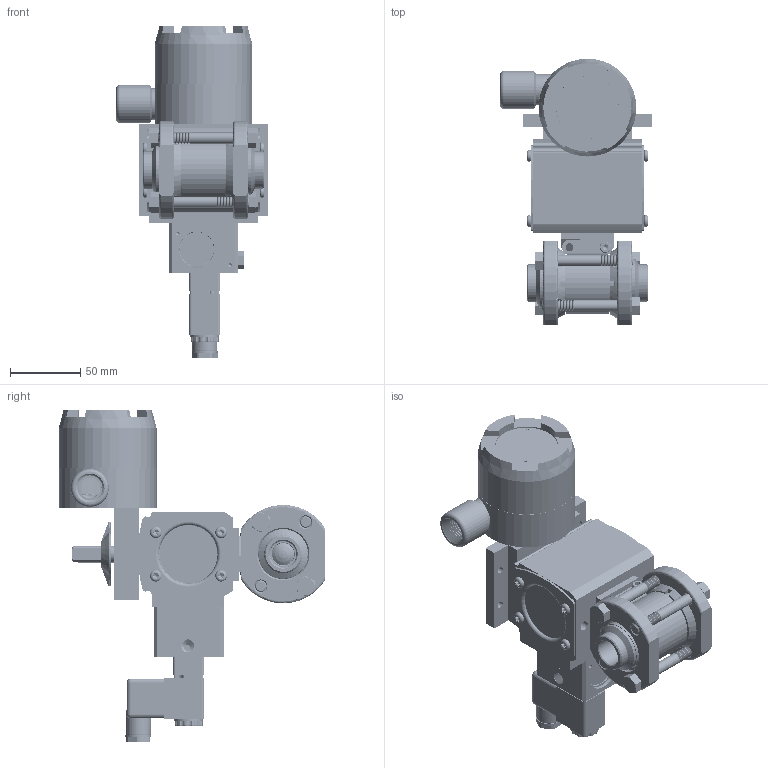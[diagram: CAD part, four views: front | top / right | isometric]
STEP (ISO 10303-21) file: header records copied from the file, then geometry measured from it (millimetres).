
FILE_DESCRIPTION (( 'STEP AP203' ), '1' );
FILE_NAME ('26XXTSWSA512D4GPDSLS.step', '2018-09-05T12:14:51', ( '' ), ( '' ), 'SwSTEP 2.0', 'SolidWorks 2018', '' );
FILE_SCHEMA (( 'CONFIG_CONTROL_DESIGN' ));
Products named in the file (1): 26XXTSWSA512D4GPDSLS
Bounding box: 107.71 x 189.17 x 235.74 mm (x, y, z)
Volume: 694578.5 mm3; surface area: 261713.2 mm2
Topology: 54 solids, 54 shells, 4676 faces, 12197 edges, 7595 vertices
Faces by surface type: cylinder 2047, cone 1448, plane 778, torus 200, bspline 197, sphere 6
Entity records: 218118 total; most frequent: CARTESIAN_POINT 107042, ORIENTED_EDGE 24030, DIRECTION 23416, EDGE_CURVE 12015, AXIS2_PLACEMENT_3D 9442, VERTEX_POINT 7591, EDGE_LOOP 4998, CIRCLE 4962
